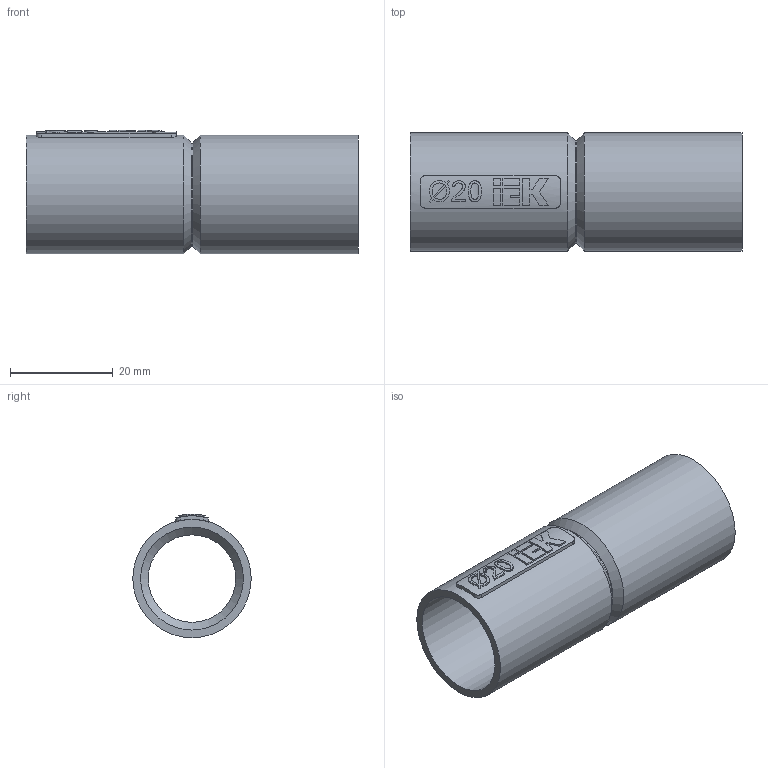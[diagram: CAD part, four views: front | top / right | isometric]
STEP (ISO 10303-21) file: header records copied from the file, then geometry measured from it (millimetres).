
FILE_DESCRIPTION (( 'STEP AP203' ), '1' );
FILE_NAME ('CTA10D-GIG20-K41-005 Ìóôòà òðóáà-òðóáà GI20G IEK (5 øò óïàê).STEP', '2016-04-28T11:39:17', ( '' ), ( '' ), 'SwSTEP 2.0', 'SolidWorks 2014', '' );
FILE_SCHEMA (( 'CONFIG_CONTROL_DESIGN' ));
Length unit declared in the file: millimetre
Products named in the file (1): CTA10D-GIG20-K41-005 Ìóôòà òðóáà-òðóáà GI20G IEK (5 øò óïàê)
Bounding box: 64.5 x 23 x 24 mm (x, y, z)
Volume: 6755.7 mm3; surface area: 9115.8 mm2
Topology: 1 solids, 1 shells, 105 faces, 268 edges, 176 vertices
Faces by surface type: plane 51, bspline 28, cylinder 22, cone 4
Full cylindrical faces by diameter (mm): 17 x1, 20 x3, 23 x2
Entity records: 4630 total; most frequent: CARTESIAN_POINT 2305, ORIENTED_EDGE 510, DIRECTION 365, EDGE_CURVE 255, VERTEX_POINT 174, EDGE_LOOP 129, AXIS2_PLACEMENT_3D 122, VECTOR 121
